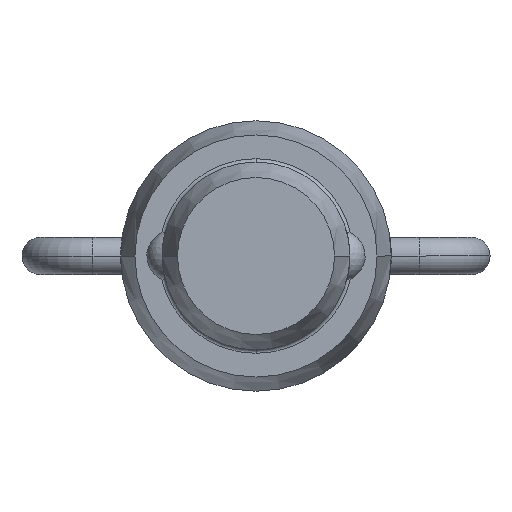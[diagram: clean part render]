
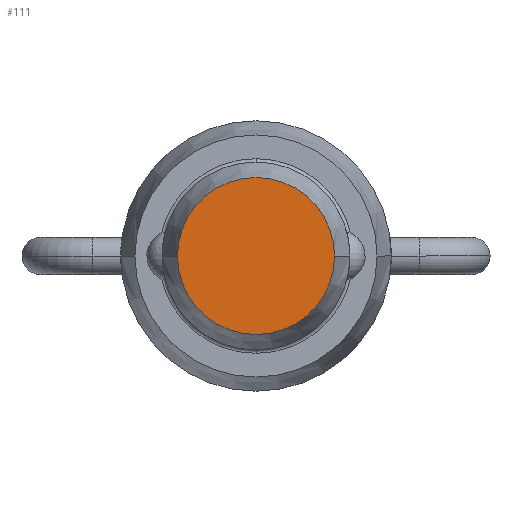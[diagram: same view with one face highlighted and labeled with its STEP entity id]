
A CAD part, front view. The second image highlights one B-rep face of the part: STEP entity #111.
In plain terms, the highlighted planar face has unit normal (0, -1, 0).
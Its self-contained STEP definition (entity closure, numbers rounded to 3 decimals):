
#111=ADVANCED_FACE('',(#235),#236,.T.);
#235=FACE_OUTER_BOUND('',#368,.T.);
#236=PLANE('',#369);
#368=EDGE_LOOP('',(#623,#624));
#369=AXIS2_PLACEMENT_3D('',#625,#626,#627);
#623=ORIENTED_EDGE('',*,*,#838,.T.);
#624=ORIENTED_EDGE('',*,*,#806,.T.);
#625=CARTESIAN_POINT('',(-2.778,-60.452,0.0));
#626=DIRECTION('',(0.,-1.0,0.0));
#627=DIRECTION('',(1.0,0.,0.0));
#806=EDGE_CURVE('',#962,#959,#963,.T.);
#838=EDGE_CURVE('',#959,#962,#1013,.T.);
#959=VERTEX_POINT('',#1206);
#962=VERTEX_POINT('',#1210);
#963=CIRCLE('',#1211,4.646);
#1013=CIRCLE('',#1334,4.646);
#1206=CARTESIAN_POINT('',(-4.646,-60.452,0.0));
#1210=CARTESIAN_POINT('',(4.646,-60.452,0.));
#1211=AXIS2_PLACEMENT_3D('',#1557,#1558,#1559);
#1334=AXIS2_PLACEMENT_3D('',#1613,#1614,#1615);
#1557=CARTESIAN_POINT('',(0.0,-60.452,0.0));
#1558=DIRECTION('',(0.,-1.0,0.0));
#1559=DIRECTION('',(-1.0,0.,0.0));
#1613=CARTESIAN_POINT('',(0.0,-60.452,0.0));
#1614=DIRECTION('',(0.,-1.0,0.0));
#1615=DIRECTION('',(-1.0,0.,0.0));
